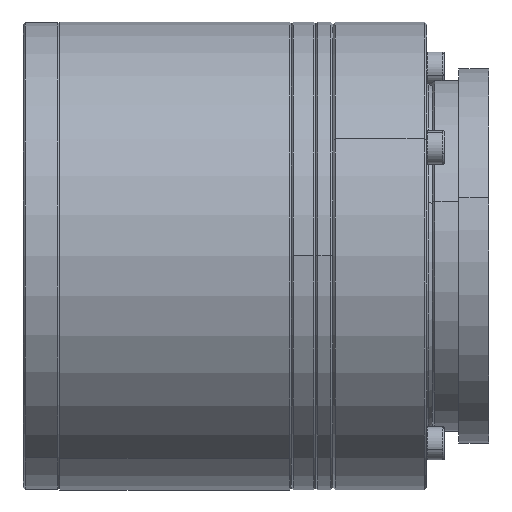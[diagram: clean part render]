
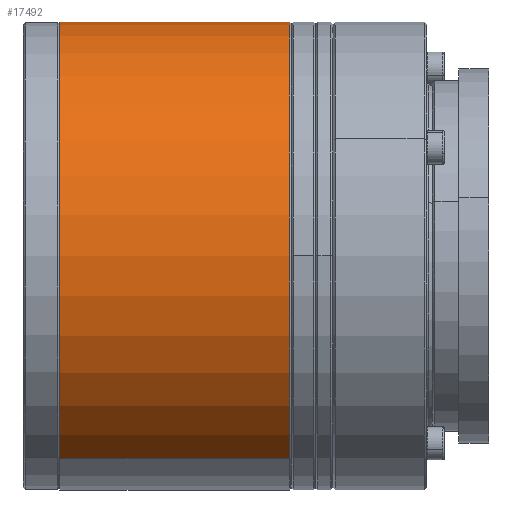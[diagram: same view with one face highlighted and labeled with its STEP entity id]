
A CAD part, top view. The second image highlights one B-rep face of the part: STEP entity #17492.
In plain terms, the highlighted cylindrical face has radius 40 mm (diameter 80 mm), a partial arc.
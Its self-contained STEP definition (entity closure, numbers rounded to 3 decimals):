
#1038 = CYLINDRICAL_SURFACE ( 'NONE', #13177, 40. ) ;
#1704 = CARTESIAN_POINT ( 'NONE',  ( -43.7, 34.641, -20. ) ) ;
#2558 = CARTESIAN_POINT ( 'NONE',  ( 110.037, 0., 0. ) ) ;
#3097 = DIRECTION ( 'NONE',  ( -1., 0., 0. ) ) ;
#3241 = CARTESIAN_POINT ( 'NONE',  ( -4.4, 34.641, -20. ) ) ;
#3278 = DIRECTION ( 'NONE',  ( 0., 0.866, -0.5 ) ) ;
#3734 = EDGE_CURVE ( 'NONE', #6175, #9602, #10649, .T. ) ;
#4053 = CARTESIAN_POINT ( 'NONE',  ( -43.7, 0., 0. ) ) ;
#4693 = CARTESIAN_POINT ( 'NONE',  ( -4.4, 0., 0. ) ) ;
#5360 = CARTESIAN_POINT ( 'NONE',  ( -43.7, -34.641, 20. ) ) ;
#5965 = EDGE_CURVE ( 'NONE', #9602, #13932, #16412, .T. ) ;
#6175 = VERTEX_POINT ( 'NONE', #16111 ) ;
#6283 = VECTOR ( 'NONE', #14995, 1000. ) ;
#6854 = DIRECTION ( 'NONE',  ( -1., 0., 0. ) ) ;
#7793 = ORIENTED_EDGE ( 'NONE', *, *, #5965, .T. ) ;
#7923 = CARTESIAN_POINT ( 'NONE',  ( 110.037, 34.641, -20. ) ) ;
#8428 = CIRCLE ( 'NONE', #10846, 40. ) ;
#8850 = VECTOR ( 'NONE', #6854, 1000. ) ;
#9602 = VERTEX_POINT ( 'NONE', #3241 ) ;
#9763 = FACE_OUTER_BOUND ( 'NONE', #16311, .T. ) ;
#9869 = ORIENTED_EDGE ( 'NONE', *, *, #10900, .F. ) ;
#10649 = CIRCLE ( 'NONE', #14859, 40. ) ;
#10846 = AXIS2_PLACEMENT_3D ( 'NONE', #4053, #12858, #11624 ) ;
#10900 = EDGE_CURVE ( 'NONE', #14457, #13932, #8428, .T. ) ;
#11317 = CARTESIAN_POINT ( 'NONE',  ( 110.037, -34.641, 20. ) ) ;
#11624 = DIRECTION ( 'NONE',  ( 0., -0.866, 0.5 ) ) ;
#12735 = LINE ( 'NONE', #11317, #8850 ) ;
#12858 = DIRECTION ( 'NONE',  ( -1., 0., 0. ) ) ;
#12969 = DIRECTION ( 'NONE',  ( -1., 0., 0. ) ) ;
#13177 = AXIS2_PLACEMENT_3D ( 'NONE', #2558, #12969, #14200 ) ;
#13932 = VERTEX_POINT ( 'NONE', #1704 ) ;
#14200 = DIRECTION ( 'NONE',  ( 0., -0.866, 0.5 ) ) ;
#14457 = VERTEX_POINT ( 'NONE', #5360 ) ;
#14859 = AXIS2_PLACEMENT_3D ( 'NONE', #4693, #3097, #3278 ) ;
#14948 = EDGE_CURVE ( 'NONE', #6175, #14457, #12735, .T. ) ;
#14995 = DIRECTION ( 'NONE',  ( -1., 0., 0. ) ) ;
#15682 = ORIENTED_EDGE ( 'NONE', *, *, #14948, .F. ) ;
#16111 = CARTESIAN_POINT ( 'NONE',  ( -4.4, -34.641, 20. ) ) ;
#16311 = EDGE_LOOP ( 'NONE', ( #18648, #7793, #9869, #15682 ) ) ;
#16412 = LINE ( 'NONE', #7923, #6283 ) ;
#17492 = ADVANCED_FACE ( 'NONE', ( #9763 ), #1038, .T. ) ;
#18648 = ORIENTED_EDGE ( 'NONE', *, *, #3734, .T. ) ;
